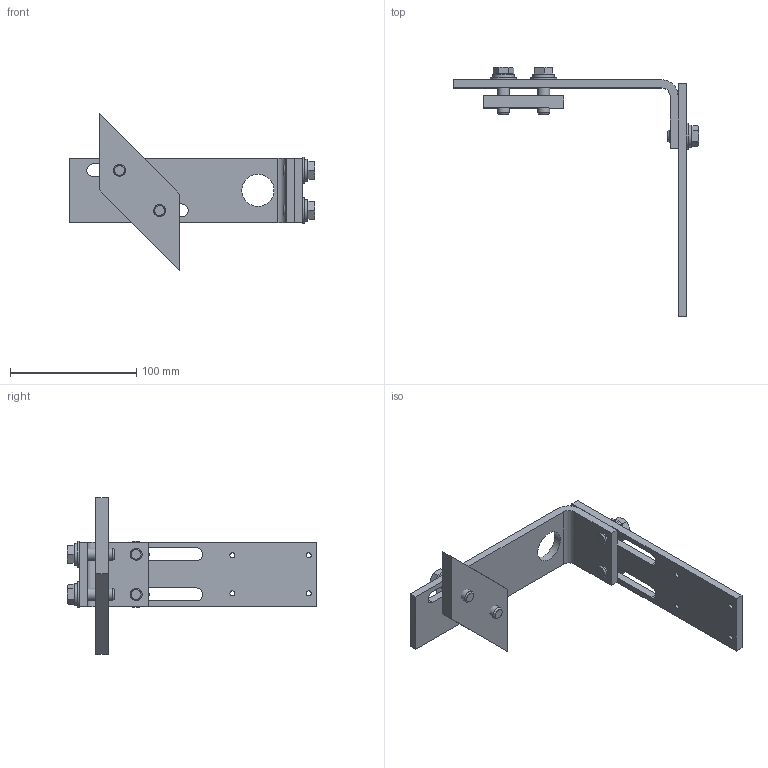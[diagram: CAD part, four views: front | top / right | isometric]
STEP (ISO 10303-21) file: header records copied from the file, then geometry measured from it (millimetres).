
FILE_DESCRIPTION((''),'2;1');
FILE_NAME('25670.stp','2009-10-15T07:30:29',('jholman'),(''),'Autodesk Inventor 2009','Autodesk Inventor 2009','');
FILE_SCHEMA(('AUTOMOTIVE_DESIGN { 1 0 10303 214 1 1 1 1 }'));
Length unit declared in the file: inch
Products named in the file (8): 3D11F9F4C; 3D11C9F4C; 3D11D9F4B; Hex Cap Screw - Inch 3/8-16 UNC - 1.25; Helical Spring Lock Washers 0.375; 3D11E9F4C; Plain Washer (Inch) 3/8 - narrow - Type A; Hex Cap Screw - Inch 3/8-16 UNC - 0.75
Assembly tree (15 placements, depth 2):
  3D11F9F4C
    3D11C9F4C
    3D11D9F4B
    Hex Cap Screw - Inch 3/8-16 UNC - 1.25  x2
    Helical Spring Lock Washers 0.375  x4
    3D11E9F4C
    Plain Washer (Inch) 3/8 - narrow - Type A  x4
    Hex Cap Screw - Inch 3/8-16 UNC - 0.75  x2
Bounding box: 194.14 x 197.32 x 123.83 mm (x, y, z)
Volume: 159585 mm3; surface area: 66869.7 mm2
Topology: 15 solids, 15 shells, 167 faces, 364 edges, 235 vertices
Faces by surface type: plane 92, cylinder 30, cone 28, bspline 17
Full cylindrical faces by diameter (mm): 9.525 x4, 10.312 x4, 12.859 x4, 20.625 x4
Entity records: 3187 total; most frequent: CARTESIAN_POINT 770, DIRECTION 468, ORIENTED_EDGE 404, EDGE_CURVE 202, AXIS2_PLACEMENT_3D 182, EDGE_LOOP 148, VERTEX_POINT 142, VECTOR 104
